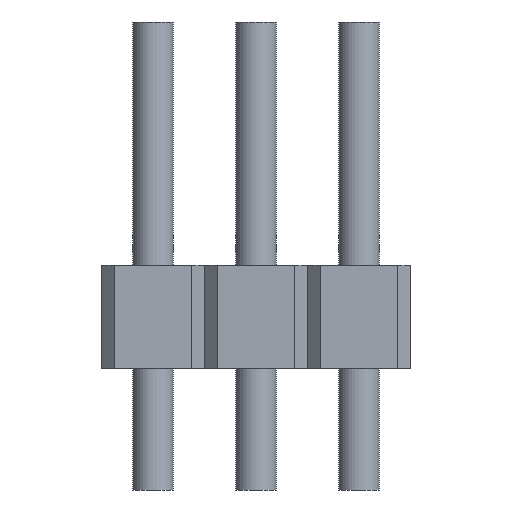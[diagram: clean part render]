
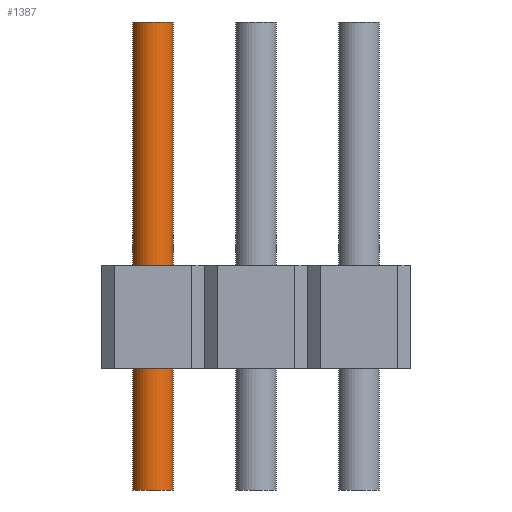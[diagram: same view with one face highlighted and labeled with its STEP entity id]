
A CAD part, front view. The second image highlights one B-rep face of the part: STEP entity #1387.
In plain terms, the highlighted cylindrical face has radius 0.5 mm (diameter 1 mm), a full revolution.
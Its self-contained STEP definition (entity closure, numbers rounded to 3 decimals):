
#798=ORIENTED_EDGE('',*,*,#992,.F.);
#799=ORIENTED_EDGE('',*,*,#993,.T.);
#992=EDGE_CURVE('',#1122,#1122,#1148,.T.);
#993=EDGE_CURVE('',#1123,#1123,#1149,.T.);
#1122=VERTEX_POINT('',#2314);
#1123=VERTEX_POINT('',#2316);
#1148=CIRCLE('',#1533,0.5);
#1149=CIRCLE('',#1534,0.5);
#1224=EDGE_LOOP('',(#798));
#1225=EDGE_LOOP('',(#799));
#1300=FACE_BOUND('',#1224,.T.);
#1301=FACE_BOUND('',#1225,.T.);
#1318=CYLINDRICAL_SURFACE('',#1532,0.5);
#1387=ADVANCED_FACE('',(#1300,#1301),#1318,.F.);
#1532=AXIS2_PLACEMENT_3D('',#2312,#1910,#1911);
#1533=AXIS2_PLACEMENT_3D('',#2313,#1912,#1913);
#1534=AXIS2_PLACEMENT_3D('',#2315,#1914,#1915);
#1910=DIRECTION('',(0.,0.,1.));
#1911=DIRECTION('',(1.,0.,0.));
#1912=DIRECTION('',(0.,0.,-1.));
#1913=DIRECTION('',(1.,0.,0.));
#1914=DIRECTION('',(0.,0.,-1.));
#1915=DIRECTION('',(1.,0.,0.));
#2312=CARTESIAN_POINT('',(0.,0.,0.));
#2313=CARTESIAN_POINT('',(0.,0.,11.54));
#2314=CARTESIAN_POINT('',(0.5,0.,11.54));
#2315=CARTESIAN_POINT('',(0.,0.,0.));
#2316=CARTESIAN_POINT('',(0.5,0.,0.));
